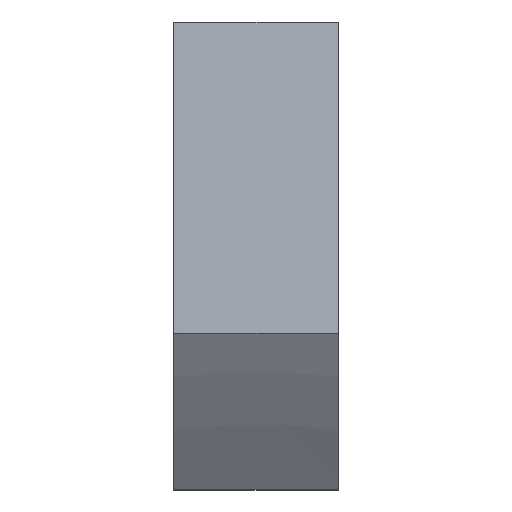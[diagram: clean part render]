
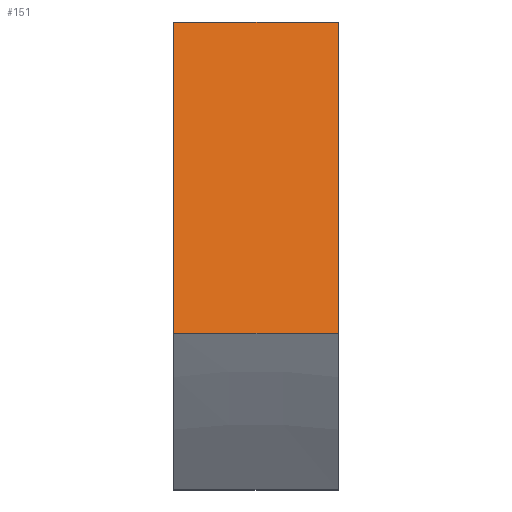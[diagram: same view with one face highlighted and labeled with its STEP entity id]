
A CAD part, left-side view. The second image highlights one B-rep face of the part: STEP entity #151.
In plain terms, the highlighted planar face has unit normal (-0.985, 0, 0.174).
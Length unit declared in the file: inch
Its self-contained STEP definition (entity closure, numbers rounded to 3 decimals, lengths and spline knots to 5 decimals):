
#20=FACE_OUTER_BOUND('',#29,.T.);
#29=EDGE_LOOP('',(#109,#110,#111,#112,#113,#114));
#37=B_SPLINE_CURVE_WITH_KNOTS('',3,(#227,#228,#229,#230,#231,#232),
 .UNSPECIFIED.,.F.,.F.,(4,2,4),(-13.65448,-6.82677,0.),
 .UNSPECIFIED.);
#38=B_SPLINE_CURVE_WITH_KNOTS('',3,(#234,#235,#236,#237,#238,#239),
 .UNSPECIFIED.,.F.,.F.,(4,2,4),(-10.16,-5.08,0.),.UNSPECIFIED.);
#39=B_SPLINE_CURVE_WITH_KNOTS('',3,(#240,#241,#242,#243,#244,#245),
 .UNSPECIFIED.,.F.,.F.,(4,2,4),(-13.65448,-6.8277,0.),
 .UNSPECIFIED.);
#49=LINE('',#207,#58);
#53=LINE('',#222,#62);
#54=LINE('',#225,#63);
#58=VECTOR('',#183,0.3937);
#62=VECTOR('',#189,0.3937);
#63=VECTOR('',#192,0.3937);
#67=VERTEX_POINT('',#204);
#68=VERTEX_POINT('',#206);
#71=VERTEX_POINT('',#220);
#72=VERTEX_POINT('',#224);
#73=VERTEX_POINT('',#226);
#74=VERTEX_POINT('',#233);
#81=EDGE_CURVE('',#67,#68,#49,.T.);
#86=EDGE_CURVE('',#67,#71,#53,.T.);
#87=EDGE_CURVE('',#72,#71,#54,.T.);
#88=EDGE_CURVE('',#73,#72,#37,.T.);
#89=EDGE_CURVE('',#74,#73,#38,.T.);
#90=EDGE_CURVE('',#68,#74,#39,.T.);
#109=ORIENTED_EDGE('',*,*,#86,.T.);
#110=ORIENTED_EDGE('',*,*,#87,.F.);
#111=ORIENTED_EDGE('',*,*,#88,.F.);
#112=ORIENTED_EDGE('',*,*,#89,.F.);
#113=ORIENTED_EDGE('',*,*,#90,.F.);
#114=ORIENTED_EDGE('',*,*,#81,.F.);
#145=PLANE('',#174);
#151=ADVANCED_FACE('',(#20),#145,.F.);
#174=AXIS2_PLACEMENT_3D('',#223,#190,#191);
#183=DIRECTION('',(-0.174,0.,-0.985));
#189=DIRECTION('',(0.,1.,0.));
#190=DIRECTION('center_axis',(0.985,0.,-0.174));
#191=DIRECTION('ref_axis',(-0.174,0.,-0.985));
#192=DIRECTION('',(0.174,0.,0.985));
#204=CARTESIAN_POINT('',(28.4379,8.,31.));
#206=CARTESIAN_POINT('',(28.03473,8.,28.71347));
#207=CARTESIAN_POINT('',(30.32694,8.,41.71326));
#220=CARTESIAN_POINT('',(28.4379,12.,31.));
#222=CARTESIAN_POINT('',(28.4379,3.,31.));
#223=CARTESIAN_POINT('Origin',(29.47897,-4.,36.90418));
#224=CARTESIAN_POINT('',(28.03473,12.,28.71347));
#225=CARTESIAN_POINT('',(28.18603,12.,29.57154));
#226=CARTESIAN_POINT('',(27.10123,12.,23.41936));
#227=CARTESIAN_POINT('Ctrl Pts',(27.10123,12.,23.41936));
#228=CARTESIAN_POINT('Ctrl Pts',(27.25683,12.,24.30177));
#229=CARTESIAN_POINT('Ctrl Pts',(27.41242,12.,25.18419));
#230=CARTESIAN_POINT('Ctrl Pts',(27.72358,12.,26.94889));
#231=CARTESIAN_POINT('Ctrl Pts',(27.87916,12.,27.83118));
#232=CARTESIAN_POINT('Ctrl Pts',(28.03473,12.,28.71347));
#233=CARTESIAN_POINT('',(27.10123,8.,23.41936));
#234=CARTESIAN_POINT('Ctrl Pts',(27.10123,8.,23.41936));
#235=CARTESIAN_POINT('Ctrl Pts',(27.10123,8.66667,23.41936));
#236=CARTESIAN_POINT('Ctrl Pts',(27.10123,9.33333,23.41936));
#237=CARTESIAN_POINT('Ctrl Pts',(27.10123,10.66667,23.41936));
#238=CARTESIAN_POINT('Ctrl Pts',(27.10123,11.33333,23.41936));
#239=CARTESIAN_POINT('Ctrl Pts',(27.10123,12.,23.41936));
#240=CARTESIAN_POINT('Ctrl Pts',(28.03473,8.,28.71347));
#241=CARTESIAN_POINT('Ctrl Pts',(27.87916,8.,27.83118));
#242=CARTESIAN_POINT('Ctrl Pts',(27.72358,8.,26.94889));
#243=CARTESIAN_POINT('Ctrl Pts',(27.41242,8.,25.18418));
#244=CARTESIAN_POINT('Ctrl Pts',(27.25683,8.,24.30177));
#245=CARTESIAN_POINT('Ctrl Pts',(27.10123,8.,23.41936));
